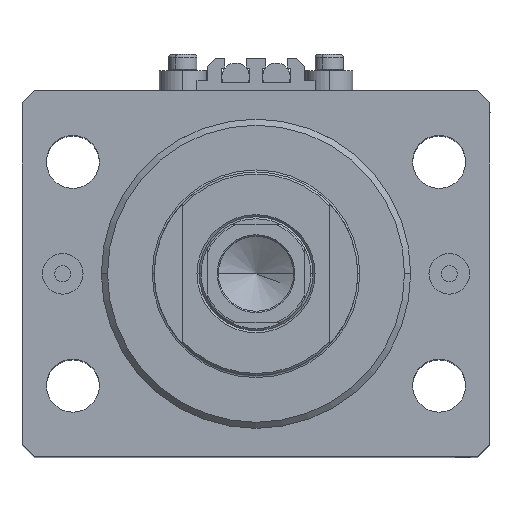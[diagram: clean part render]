
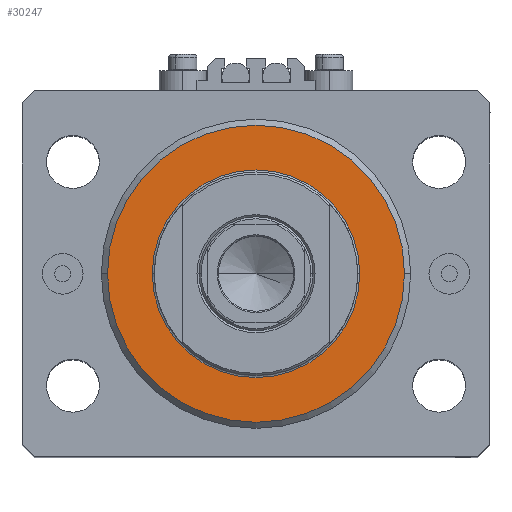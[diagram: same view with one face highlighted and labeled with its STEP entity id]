
A CAD part, top view. The second image highlights one B-rep face of the part: STEP entity #30247.
In plain terms, the highlighted face is planar.
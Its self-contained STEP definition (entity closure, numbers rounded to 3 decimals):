
#1252 = CARTESIAN_POINT ( 'NONE',  ( 0., 0., 0. ) ) ;
#1842 = CARTESIAN_POINT ( 'NONE',  ( -25.5, 0., 0. ) ) ;
#3152 = AXIS2_PLACEMENT_3D ( 'NONE', #17793, #3923, #33570 ) ;
#3577 = EDGE_CURVE ( 'NONE', #35969, #19335, #25675, .T. ) ;
#3923 = DIRECTION ( 'NONE',  ( 0., 0., 1. ) ) ;
#4423 = DIRECTION ( 'NONE',  ( 1., 0., 0. ) ) ;
#5533 = ORIENTED_EDGE ( 'NONE', *, *, #14154, .T. ) ;
#8530 = DIRECTION ( 'NONE',  ( 0., 0., 1. ) ) ;
#9804 = CARTESIAN_POINT ( 'NONE',  ( 25.5, 0., 0. ) ) ;
#10997 = ORIENTED_EDGE ( 'NONE', *, *, #42029, .T. ) ;
#11005 = EDGE_LOOP ( 'NONE', ( #5533, #10997 ) ) ;
#11167 = VERTEX_POINT ( 'NONE', #9804 ) ;
#11424 = AXIS2_PLACEMENT_3D ( 'NONE', #14563, #38284, #47831 ) ;
#14154 = EDGE_CURVE ( 'NONE', #11167, #47057, #40722, .T. ) ;
#14563 = CARTESIAN_POINT ( 'NONE',  ( 0., 0., 0. ) ) ;
#17074 = CARTESIAN_POINT ( 'NONE',  ( 36.5, 0., 0. ) ) ;
#17314 = EDGE_CURVE ( 'NONE', #19335, #35969, #39280, .T. ) ;
#17793 = CARTESIAN_POINT ( 'NONE',  ( 0., 0., 0. ) ) ;
#18025 = DIRECTION ( 'NONE',  ( 0., 0., 1. ) ) ;
#19335 = VERTEX_POINT ( 'NONE', #43789 ) ;
#19476 = FACE_BOUND ( 'NONE', #11005, .T. ) ;
#19723 = PLANE ( 'NONE',  #27748 ) ;
#21338 = AXIS2_PLACEMENT_3D ( 'NONE', #22378, #18025, #37192 ) ;
#22378 = CARTESIAN_POINT ( 'NONE',  ( 0., 0., 0. ) ) ;
#25675 = CIRCLE ( 'NONE', #27220, 36.5 ) ;
#26562 = DIRECTION ( 'NONE',  ( 1., 0., 0. ) ) ;
#27151 = ORIENTED_EDGE ( 'NONE', *, *, #3577, .T. ) ;
#27213 = CIRCLE ( 'NONE', #3152, 25.5 ) ;
#27220 = AXIS2_PLACEMENT_3D ( 'NONE', #37723, #30460, #26562 ) ;
#27748 = AXIS2_PLACEMENT_3D ( 'NONE', #1252, #8530, #4423 ) ;
#30247 = ADVANCED_FACE ( 'NONE', ( #19476, #42532 ), #19723, .F. ) ;
#30460 = DIRECTION ( 'NONE',  ( 0., 0., -1. ) ) ;
#33570 = DIRECTION ( 'NONE',  ( 1., 0., 0. ) ) ;
#35969 = VERTEX_POINT ( 'NONE', #17074 ) ;
#37192 = DIRECTION ( 'NONE',  ( 1., 0., 0. ) ) ;
#37723 = CARTESIAN_POINT ( 'NONE',  ( 0., 0., 0. ) ) ;
#38284 = DIRECTION ( 'NONE',  ( 0., 0., -1. ) ) ;
#39280 = CIRCLE ( 'NONE', #11424, 36.5 ) ;
#40168 = EDGE_LOOP ( 'NONE', ( #27151, #45074 ) ) ;
#40722 = CIRCLE ( 'NONE', #21338, 25.5 ) ;
#42029 = EDGE_CURVE ( 'NONE', #47057, #11167, #27213, .T. ) ;
#42532 = FACE_OUTER_BOUND ( 'NONE', #40168, .T. ) ;
#43789 = CARTESIAN_POINT ( 'NONE',  ( -36.5, 0., 0. ) ) ;
#45074 = ORIENTED_EDGE ( 'NONE', *, *, #17314, .T. ) ;
#47057 = VERTEX_POINT ( 'NONE', #1842 ) ;
#47831 = DIRECTION ( 'NONE',  ( 1., 0., 0. ) ) ;
